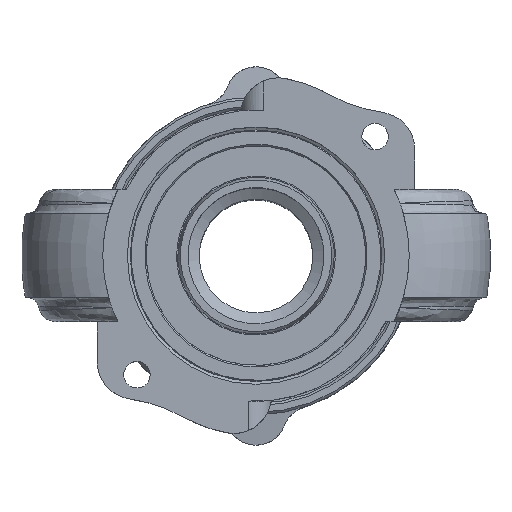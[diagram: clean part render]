
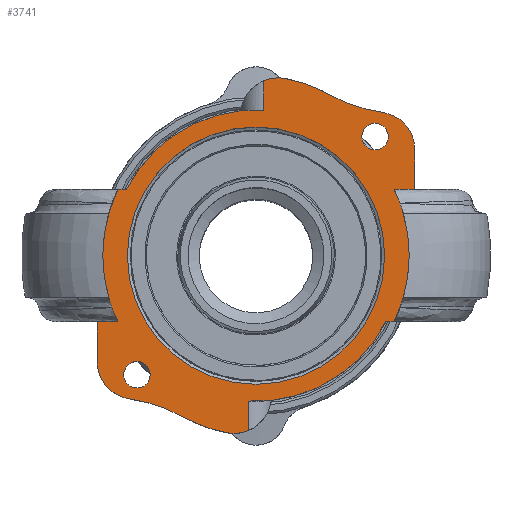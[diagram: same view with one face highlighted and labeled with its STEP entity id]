
A CAD part, top view. The second image highlights one B-rep face of the part: STEP entity #3741.
In plain terms, the highlighted planar face has unit normal (0, 0, 1).
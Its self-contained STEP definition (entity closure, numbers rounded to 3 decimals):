
#240=FACE_BOUND('',#574,.T.);
#241=FACE_BOUND('',#575,.T.);
#242=FACE_BOUND('',#576,.T.);
#277=PLANE('',#4182);
#364=FACE_OUTER_BOUND('',#573,.T.);
#573=EDGE_LOOP('',(#2429,#2430,#2431,#2432,#2433,#2434,#2435,#2436,#2437,
#2438,#2439,#2440,#2441,#2442,#2443,#2444,#2445,#2446,#2447,#2448,#2449,
#2450,#2451,#2452));
#574=EDGE_LOOP('',(#2453));
#575=EDGE_LOOP('',(#2454));
#576=EDGE_LOOP('',(#2455,#2456));
#818=LINE('',#6004,#980);
#819=LINE('',#6008,#981);
#820=LINE('',#6012,#982);
#821=LINE('',#6014,#983);
#822=LINE('',#6023,#984);
#823=LINE('',#6025,#985);
#824=LINE('',#6029,#986);
#825=LINE('',#6033,#987);
#826=LINE('',#6035,#988);
#827=LINE('',#6044,#989);
#980=VECTOR('',#4716,10.);
#981=VECTOR('',#4719,10.);
#982=VECTOR('',#4722,10.);
#983=VECTOR('',#4723,10.);
#984=VECTOR('',#4732,10.);
#985=VECTOR('',#4733,10.);
#986=VECTOR('',#4736,10.);
#987=VECTOR('',#4739,10.);
#988=VECTOR('',#4740,10.);
#989=VECTOR('',#4749,10.);
#1124=CIRCLE('',#4142,1.75);
#1126=CIRCLE('',#4145,1.75);
#1137=CIRCLE('',#4161,17.);
#1138=CIRCLE('',#4162,17.);
#1147=CIRCLE('',#4176,19.247);
#1152=CIRCLE('',#4183,19.247);
#1153=CIRCLE('',#4184,20.25);
#1154=CIRCLE('',#4185,22.);
#1155=CIRCLE('',#4186,5.);
#1156=CIRCLE('',#4187,20.);
#1157=CIRCLE('',#4188,20.);
#1158=CIRCLE('',#4189,5.);
#1159=CIRCLE('',#4190,20.25);
#1160=CIRCLE('',#4191,22.);
#1161=CIRCLE('',#4192,5.);
#1162=CIRCLE('',#4193,20.);
#1163=CIRCLE('',#4194,20.);
#1164=CIRCLE('',#4195,5.);
#1392=VERTEX_POINT('',#5708);
#1394=VERTEX_POINT('',#5714);
#1405=VERTEX_POINT('',#5745);
#1406=VERTEX_POINT('',#5746);
#1428=VERTEX_POINT('',#5868);
#1429=VERTEX_POINT('',#5870);
#1445=VERTEX_POINT('',#6000);
#1446=VERTEX_POINT('',#6001);
#1447=VERTEX_POINT('',#6003);
#1448=VERTEX_POINT('',#6005);
#1449=VERTEX_POINT('',#6007);
#1450=VERTEX_POINT('',#6009);
#1451=VERTEX_POINT('',#6011);
#1452=VERTEX_POINT('',#6013);
#1453=VERTEX_POINT('',#6015);
#1454=VERTEX_POINT('',#6017);
#1455=VERTEX_POINT('',#6019);
#1456=VERTEX_POINT('',#6021);
#1457=VERTEX_POINT('',#6024);
#1458=VERTEX_POINT('',#6026);
#1459=VERTEX_POINT('',#6028);
#1460=VERTEX_POINT('',#6030);
#1461=VERTEX_POINT('',#6032);
#1462=VERTEX_POINT('',#6034);
#1463=VERTEX_POINT('',#6036);
#1464=VERTEX_POINT('',#6038);
#1465=VERTEX_POINT('',#6040);
#1466=VERTEX_POINT('',#6042);
#1780=EDGE_CURVE('',#1392,#1392,#1124,.T.);
#1783=EDGE_CURVE('',#1394,#1394,#1126,.T.);
#1798=EDGE_CURVE('',#1405,#1406,#1137,.T.);
#1799=EDGE_CURVE('',#1406,#1405,#1138,.T.);
#1826=EDGE_CURVE('',#1428,#1429,#1147,.T.);
#1844=EDGE_CURVE('',#1445,#1446,#1152,.T.);
#1845=EDGE_CURVE('',#1447,#1445,#818,.T.);
#1846=EDGE_CURVE('',#1448,#1447,#1153,.T.);
#1847=EDGE_CURVE('',#1448,#1449,#819,.T.);
#1848=EDGE_CURVE('',#1450,#1449,#1154,.T.);
#1849=EDGE_CURVE('',#1450,#1451,#820,.T.);
#1850=EDGE_CURVE('',#1451,#1452,#821,.T.);
#1851=EDGE_CURVE('',#1452,#1453,#1155,.T.);
#1852=EDGE_CURVE('',#1453,#1454,#1156,.T.);
#1853=EDGE_CURVE('',#1454,#1455,#1157,.T.);
#1854=EDGE_CURVE('',#1455,#1456,#1158,.T.);
#1855=EDGE_CURVE('',#1429,#1456,#822,.T.);
#1856=EDGE_CURVE('',#1457,#1428,#823,.T.);
#1857=EDGE_CURVE('',#1458,#1457,#1159,.T.);
#1858=EDGE_CURVE('',#1458,#1459,#824,.T.);
#1859=EDGE_CURVE('',#1460,#1459,#1160,.T.);
#1860=EDGE_CURVE('',#1460,#1461,#825,.T.);
#1861=EDGE_CURVE('',#1461,#1462,#826,.T.);
#1862=EDGE_CURVE('',#1462,#1463,#1161,.T.);
#1863=EDGE_CURVE('',#1463,#1464,#1162,.T.);
#1864=EDGE_CURVE('',#1464,#1465,#1163,.T.);
#1865=EDGE_CURVE('',#1465,#1466,#1164,.T.);
#1866=EDGE_CURVE('',#1446,#1466,#827,.T.);
#2429=ORIENTED_EDGE('',*,*,#1844,.F.);
#2430=ORIENTED_EDGE('',*,*,#1845,.F.);
#2431=ORIENTED_EDGE('',*,*,#1846,.F.);
#2432=ORIENTED_EDGE('',*,*,#1847,.T.);
#2433=ORIENTED_EDGE('',*,*,#1848,.F.);
#2434=ORIENTED_EDGE('',*,*,#1849,.T.);
#2435=ORIENTED_EDGE('',*,*,#1850,.T.);
#2436=ORIENTED_EDGE('',*,*,#1851,.T.);
#2437=ORIENTED_EDGE('',*,*,#1852,.T.);
#2438=ORIENTED_EDGE('',*,*,#1853,.T.);
#2439=ORIENTED_EDGE('',*,*,#1854,.T.);
#2440=ORIENTED_EDGE('',*,*,#1855,.F.);
#2441=ORIENTED_EDGE('',*,*,#1826,.F.);
#2442=ORIENTED_EDGE('',*,*,#1856,.F.);
#2443=ORIENTED_EDGE('',*,*,#1857,.F.);
#2444=ORIENTED_EDGE('',*,*,#1858,.T.);
#2445=ORIENTED_EDGE('',*,*,#1859,.F.);
#2446=ORIENTED_EDGE('',*,*,#1860,.T.);
#2447=ORIENTED_EDGE('',*,*,#1861,.T.);
#2448=ORIENTED_EDGE('',*,*,#1862,.T.);
#2449=ORIENTED_EDGE('',*,*,#1863,.T.);
#2450=ORIENTED_EDGE('',*,*,#1864,.T.);
#2451=ORIENTED_EDGE('',*,*,#1865,.T.);
#2452=ORIENTED_EDGE('',*,*,#1866,.F.);
#2453=ORIENTED_EDGE('',*,*,#1780,.T.);
#2454=ORIENTED_EDGE('',*,*,#1783,.T.);
#2455=ORIENTED_EDGE('',*,*,#1798,.T.);
#2456=ORIENTED_EDGE('',*,*,#1799,.T.);
#3741=ADVANCED_FACE('',(#364,#240,#241,#242),#277,.F.);
#4142=AXIS2_PLACEMENT_3D('',#5709,#4614,#4615);
#4145=AXIS2_PLACEMENT_3D('',#5715,#4621,#4622);
#4161=AXIS2_PLACEMENT_3D('',#5747,#4657,#4658);
#4162=AXIS2_PLACEMENT_3D('',#5748,#4659,#4660);
#4176=AXIS2_PLACEMENT_3D('',#5871,#4697,#4698);
#4182=AXIS2_PLACEMENT_3D('',#5999,#4712,#4713);
#4183=AXIS2_PLACEMENT_3D('',#6002,#4714,#4715);
#4184=AXIS2_PLACEMENT_3D('',#6006,#4717,#4718);
#4185=AXIS2_PLACEMENT_3D('',#6010,#4720,#4721);
#4186=AXIS2_PLACEMENT_3D('',#6016,#4724,#4725);
#4187=AXIS2_PLACEMENT_3D('',#6018,#4726,#4727);
#4188=AXIS2_PLACEMENT_3D('',#6020,#4728,#4729);
#4189=AXIS2_PLACEMENT_3D('',#6022,#4730,#4731);
#4190=AXIS2_PLACEMENT_3D('',#6027,#4734,#4735);
#4191=AXIS2_PLACEMENT_3D('',#6031,#4737,#4738);
#4192=AXIS2_PLACEMENT_3D('',#6037,#4741,#4742);
#4193=AXIS2_PLACEMENT_3D('',#6039,#4743,#4744);
#4194=AXIS2_PLACEMENT_3D('',#6041,#4745,#4746);
#4195=AXIS2_PLACEMENT_3D('',#6043,#4747,#4748);
#4614=DIRECTION('center_axis',(0.,0.,-1.));
#4615=DIRECTION('ref_axis',(-1.,0.,0.));
#4621=DIRECTION('center_axis',(0.,0.,-1.));
#4622=DIRECTION('ref_axis',(-1.,0.,0.));
#4657=DIRECTION('center_axis',(0.,0.,-1.));
#4658=DIRECTION('ref_axis',(0.,-1.,0.));
#4659=DIRECTION('center_axis',(0.,0.,-1.));
#4660=DIRECTION('ref_axis',(0.,-1.,0.));
#4697=DIRECTION('center_axis',(0.,0.,-1.));
#4698=DIRECTION('ref_axis',(-1.,0.,0.));
#4712=DIRECTION('center_axis',(0.,0.,-1.));
#4713=DIRECTION('ref_axis',(-1.,0.,0.));
#4714=DIRECTION('center_axis',(0.,0.,-1.));
#4715=DIRECTION('ref_axis',(-1.,0.,0.));
#4716=DIRECTION('',(-1.,0.,0.));
#4717=DIRECTION('center_axis',(0.,0.,-1.));
#4718=DIRECTION('ref_axis',(-1.,0.,0.));
#4719=DIRECTION('',(1.,0.,0.));
#4720=DIRECTION('center_axis',(0.,0.,-1.));
#4721=DIRECTION('ref_axis',(0.988,0.152,0.));
#4722=DIRECTION('',(1.,0.,0.));
#4723=DIRECTION('',(0.,1.,0.));
#4724=DIRECTION('center_axis',(0.,0.,1.));
#4725=DIRECTION('ref_axis',(1.,0.,0.));
#4726=DIRECTION('center_axis',(0.,0.,-1.));
#4727=DIRECTION('ref_axis',(0.486,0.874,0.));
#4728=DIRECTION('center_axis',(0.,0.,1.));
#4729=DIRECTION('ref_axis',(-0.25,-0.968,0.));
#4730=DIRECTION('center_axis',(0.,0.,1.));
#4731=DIRECTION('ref_axis',(0.197,0.98,0.));
#4732=DIRECTION('',(0.,1.,0.));
#4733=DIRECTION('',(1.,0.,0.));
#4734=DIRECTION('center_axis',(0.,0.,-1.));
#4735=DIRECTION('ref_axis',(-1.,0.,0.));
#4736=DIRECTION('',(-1.,0.,0.));
#4737=DIRECTION('center_axis',(0.,0.,-1.));
#4738=DIRECTION('ref_axis',(-0.988,-0.152,0.));
#4739=DIRECTION('',(-1.,0.,0.));
#4740=DIRECTION('',(0.,-1.,0.));
#4741=DIRECTION('center_axis',(0.,0.,1.));
#4742=DIRECTION('ref_axis',(-1.,0.,0.));
#4743=DIRECTION('center_axis',(0.,0.,-1.));
#4744=DIRECTION('ref_axis',(-0.486,-0.874,0.));
#4745=DIRECTION('center_axis',(0.,0.,1.));
#4746=DIRECTION('ref_axis',(0.25,0.968,0.));
#4747=DIRECTION('center_axis',(0.,0.,1.));
#4748=DIRECTION('ref_axis',(-0.197,-0.98,0.));
#4749=DIRECTION('',(0.,-1.,0.));
#5708=CARTESIAN_POINT('',(17.483,15.733,-1.628));
#5709=CARTESIAN_POINT('Origin',(15.733,15.733,-1.628));
#5714=CARTESIAN_POINT('',(-13.983,-15.733,-1.628));
#5715=CARTESIAN_POINT('Origin',(-15.733,-15.733,-1.628));
#5745=CARTESIAN_POINT('',(0.,-17.,-1.628));
#5746=CARTESIAN_POINT('',(0.,17.,-1.628));
#5747=CARTESIAN_POINT('Origin',(0.,0.,-1.628));
#5748=CARTESIAN_POINT('Origin',(0.,0.,-1.628));
#5868=CARTESIAN_POINT('',(-17.143,8.75,-1.628));
#5870=CARTESIAN_POINT('',(1.,19.221,-1.628));
#5871=CARTESIAN_POINT('Origin',(0.,0.,-1.628));
#5999=CARTESIAN_POINT('Origin',(0.,0.,-1.628));
#6000=CARTESIAN_POINT('',(17.143,-8.75,-1.628));
#6001=CARTESIAN_POINT('',(-1.,-19.221,-1.628));
#6002=CARTESIAN_POINT('Origin',(0.,0.,-1.628));
#6003=CARTESIAN_POINT('',(18.262,-8.75,-1.628));
#6004=CARTESIAN_POINT('',(-18.846,-8.75,-1.628));
#6005=CARTESIAN_POINT('',(20.217,-1.15,-1.628));
#6006=CARTESIAN_POINT('Origin',(0.,0.,-1.628));
#6007=CARTESIAN_POINT('',(21.97,-1.15,-1.628));
#6008=CARTESIAN_POINT('',(0.,-1.15,-1.628));
#6009=CARTESIAN_POINT('',(20.185,8.75,-1.628));
#6010=CARTESIAN_POINT('Origin',(0.,0.,-1.628));
#6011=CARTESIAN_POINT('',(21.,8.75,-1.628));
#6012=CARTESIAN_POINT('',(-18.846,8.75,-1.628));
#6013=CARTESIAN_POINT('',(21.,13.984,-1.628));
#6014=CARTESIAN_POINT('',(21.,0.,-1.628));
#6015=CARTESIAN_POINT('',(16.691,18.936,-1.628));
#6016=CARTESIAN_POINT('Origin',(16.,13.984,-1.628));
#6017=CARTESIAN_POINT('',(9.728,21.27,-1.628));
#6018=CARTESIAN_POINT('Origin',(19.455,38.744,-1.628));
#6019=CARTESIAN_POINT('',(3.945,23.402,-1.628));
#6020=CARTESIAN_POINT('Origin',(0.,3.795,-1.628));
#6021=CARTESIAN_POINT('',(1.,23.1,-1.628));
#6022=CARTESIAN_POINT('Origin',(2.959,18.5,-1.628));
#6023=CARTESIAN_POINT('',(1.,30.5,-1.628));
#6024=CARTESIAN_POINT('',(-18.262,8.75,-1.628));
#6025=CARTESIAN_POINT('',(-18.846,8.75,-1.628));
#6026=CARTESIAN_POINT('',(-20.217,1.15,-1.628));
#6027=CARTESIAN_POINT('Origin',(0.,0.,-1.628));
#6028=CARTESIAN_POINT('',(-21.97,1.15,-1.628));
#6029=CARTESIAN_POINT('',(0.,1.15,-1.628));
#6030=CARTESIAN_POINT('',(-20.185,-8.75,-1.628));
#6031=CARTESIAN_POINT('Origin',(0.,0.,-1.628));
#6032=CARTESIAN_POINT('',(-21.,-8.75,-1.628));
#6033=CARTESIAN_POINT('',(-18.846,-8.75,-1.628));
#6034=CARTESIAN_POINT('',(-21.,-13.984,-1.628));
#6035=CARTESIAN_POINT('',(-21.,0.,-1.628));
#6036=CARTESIAN_POINT('',(-16.691,-18.936,-1.628));
#6037=CARTESIAN_POINT('Origin',(-16.,-13.984,-1.628));
#6038=CARTESIAN_POINT('',(-9.728,-21.27,-1.628));
#6039=CARTESIAN_POINT('Origin',(-19.455,-38.744,-1.628));
#6040=CARTESIAN_POINT('',(-3.945,-23.402,-1.628));
#6041=CARTESIAN_POINT('Origin',(0.,-3.795,
-1.628));
#6042=CARTESIAN_POINT('',(-1.,-23.1,-1.628));
#6043=CARTESIAN_POINT('Origin',(-2.959,-18.5,-1.628));
#6044=CARTESIAN_POINT('',(-1.,-47.25,-1.628));
